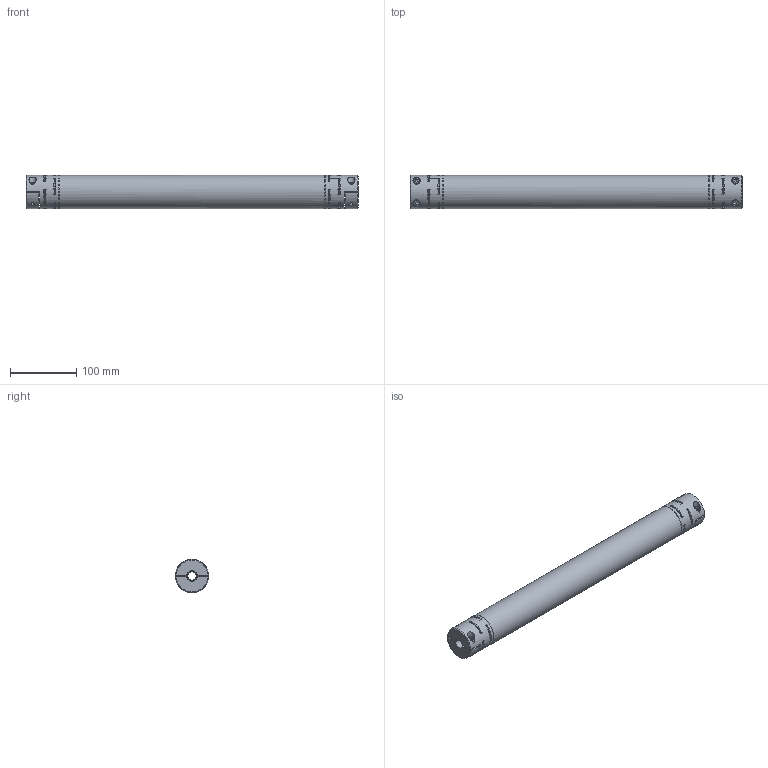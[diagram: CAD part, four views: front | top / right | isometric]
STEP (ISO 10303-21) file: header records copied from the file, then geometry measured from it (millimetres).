
FILE_DESCRIPTION( ( 'Unknown' ), '1' );
FILE_NAME( 'EKHZ 45 - L=0,5m.stp', 'Unknown', ( 'Unknown' ), ( 'Unknown' ), 'PSStep 10.1', 'Unknown', ' ' );
FILE_SCHEMA( ( 'AUTOMOTIVE_DESIGN { 1 0 10303 214 1 1 1 1 }' ) );
Length unit declared in the file: millimetre
Products named in the file (1): EKHZ 45 - halb
Bounding box: 500 x 50 x 50 mm (x, y, z)
Volume: 336511.7 mm3; surface area: 168853 mm2
Topology: 1 solids, 1 shells, 480 faces, 1348 edges, 866 vertices
Faces by surface type: cone 154, cylinder 144, plane 134, torus 48
Full cylindrical faces by diameter (mm): 4 x16, 4.917 x4, 6 x4, 6.5 x4, 10 x4, 11 x4, 12.5 x2, 15 x2, 27 x4, 33 x2, 37 x2, 44 x1, 50 x3
Entity records: 20190 total; most frequent: CARTESIAN_POINT 4627, DIRECTION 2438, ORIENTED_EDGE 2428, EDGE_CURVE 1214, AXIS2_PLACEMENT_3D 1071, VERTEX_POINT 818, EDGE_LOOP 628, CIRCLE 590
